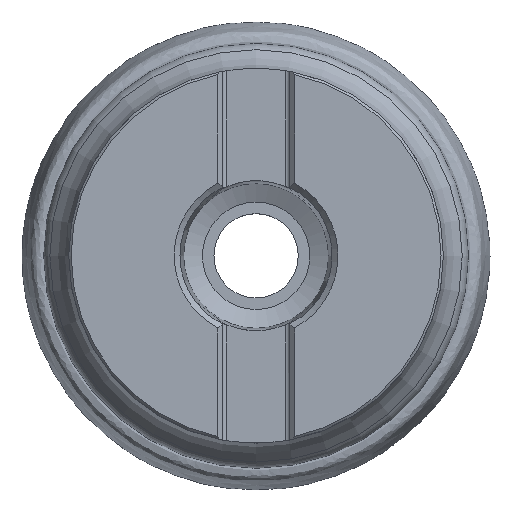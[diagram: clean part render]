
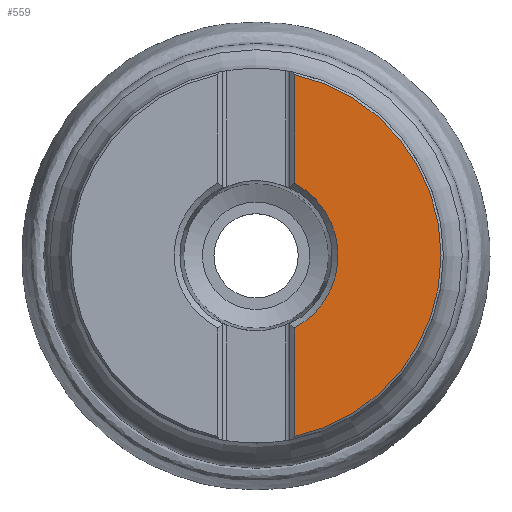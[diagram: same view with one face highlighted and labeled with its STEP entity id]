
A CAD part, top view. The second image highlights one B-rep face of the part: STEP entity #559.
In plain terms, the highlighted planar face has unit normal (0, 0, 1).
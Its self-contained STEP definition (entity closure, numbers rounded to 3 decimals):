
#119=FACE_OUTER_BOUND('',#233,.T.);
#133=LINE('',#1469,#153);
#136=LINE('',#1486,#156);
#153=VECTOR('',#1042,1.);
#156=VECTOR('',#1051,1.);
#192=PLANE('',#890);
#233=EDGE_LOOP('',(#376,#377,#378,#379));
#376=ORIENTED_EDGE('',*,*,#474,.F.);
#377=ORIENTED_EDGE('',*,*,#483,.T.);
#378=ORIENTED_EDGE('',*,*,#469,.F.);
#379=ORIENTED_EDGE('',*,*,#436,.T.);
#436=EDGE_CURVE('',#664,#666,#500,.T.);
#469=EDGE_CURVE('',#664,#691,#133,.T.);
#474=EDGE_CURVE('',#693,#666,#136,.T.);
#483=EDGE_CURVE('',#693,#691,#513,.T.);
#500=CIRCLE('',#851,39.5);
#513=CIRCLE('',#889,17.504);
#559=ADVANCED_FACE('',(#119),#192,.F.);
#664=VERTEX_POINT('',#1324);
#666=VERTEX_POINT('',#1331);
#691=VERTEX_POINT('',#1470);
#693=VERTEX_POINT('',#1485);
#851=AXIS2_PLACEMENT_3D('',#1332,#977,#978);
#889=AXIS2_PLACEMENT_3D('',#1512,#1071,#1072);
#890=AXIS2_PLACEMENT_3D('',#1513,#1073,#1074);
#977=DIRECTION('',(0.,0.,1.));
#978=DIRECTION('',(1.,0.,0.));
#1042=DIRECTION('',(0.,1.,0.));
#1051=DIRECTION('',(0.,1.,0.));
#1071=DIRECTION('',(0.,0.,-1.));
#1072=DIRECTION('',(-1.,0.,0.));
#1073=DIRECTION('',(0.,0.,-1.));
#1074=DIRECTION('',(1.,0.,0.));
#1324=CARTESIAN_POINT('',(8.228,-38.634,0.));
#1331=CARTESIAN_POINT('',(8.228,38.634,0.));
#1332=CARTESIAN_POINT('',(0.,0.,0.));
#1469=CARTESIAN_POINT('',(8.228,-59.25,0.));
#1470=CARTESIAN_POINT('',(8.227,-15.45,0.));
#1485=CARTESIAN_POINT('',(8.227,15.45,0.));
#1486=CARTESIAN_POINT('',(8.228,-59.25,0.));
#1512=CARTESIAN_POINT('',(0.,0.,0.));
#1513=CARTESIAN_POINT('',(39.5,0.,0.));
